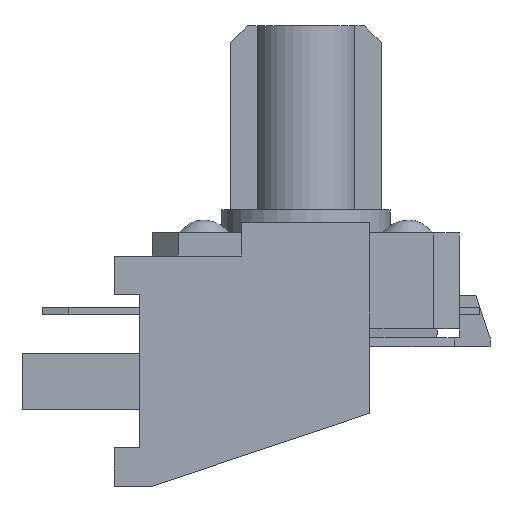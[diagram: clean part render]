
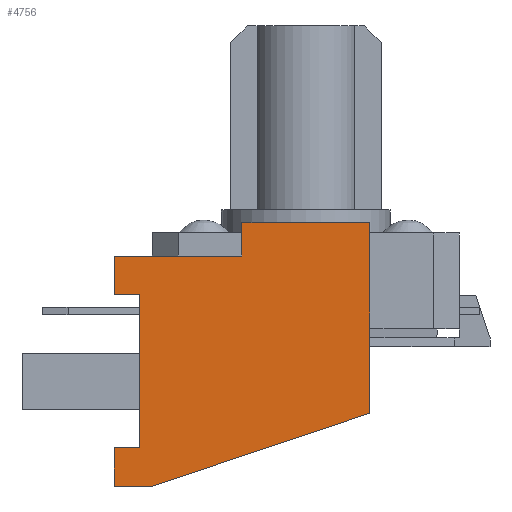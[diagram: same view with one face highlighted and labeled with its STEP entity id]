
A CAD part, front view. The second image highlights one B-rep face of the part: STEP entity #4756.
In plain terms, the highlighted planar face has unit normal (0, -1, 0).
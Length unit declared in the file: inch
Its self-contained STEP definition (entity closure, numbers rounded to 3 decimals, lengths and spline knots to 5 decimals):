
#3339=CARTESIAN_POINT('',(-0.25591,-0.25787,-0.18307));
#3340=VERTEX_POINT('',#3339);
#3347=CARTESIAN_POINT('',(-0.25591,-0.25787,0.05315));
#3348=VERTEX_POINT('',#3347);
#3349=CARTESIAN_POINT('',(-0.25591,-0.25787,0.05315));
#3350=DIRECTION('',(0.0,0.0,-1.0));
#3351=VECTOR('',#3350,0.23622);
#3352=LINE('',#3349,#3351);
#3353=EDGE_CURVE('',#3348,#3340,#3352,.T.);
#3731=CARTESIAN_POINT('',(0.09843,-0.25787,0.16339));
#3732=VERTEX_POINT('',#3731);
#3739=CARTESIAN_POINT('',(0.09843,-0.25787,-0.12992));
#3740=VERTEX_POINT('',#3739);
#3741=CARTESIAN_POINT('',(0.09843,-0.25787,0.16339));
#3742=DIRECTION('',(0.0,0.0,-1.0));
#3743=VECTOR('',#3742,0.29331);
#3744=LINE('',#3741,#3743);
#3745=EDGE_CURVE('',#3732,#3740,#3744,.T.);
#3951=CARTESIAN_POINT('',(-0.09843,-0.25787,0.16339));
#3952=VERTEX_POINT('',#3951);
#3959=CARTESIAN_POINT('',(0.09843,-0.25787,0.16339));
#3960=DIRECTION('',(-1.0,0.0,0.0));
#3961=VECTOR('',#3960,0.19685);
#3962=LINE('',#3959,#3961);
#3963=EDGE_CURVE('',#3732,#3952,#3962,.T.);
#3985=CARTESIAN_POINT('',(-0.09843,-0.25787,0.1122));
#3986=VERTEX_POINT('',#3985);
#3993=CARTESIAN_POINT('',(-0.09843,-0.25787,0.16339));
#3994=DIRECTION('',(0.0,0.0,-1.0));
#3995=VECTOR('',#3994,0.05118);
#3996=LINE('',#3993,#3995);
#3997=EDGE_CURVE('',#3952,#3986,#3996,.T.);
#4177=CARTESIAN_POINT('',(-0.29528,-0.25787,0.1122));
#4178=VERTEX_POINT('',#4177);
#4185=CARTESIAN_POINT('',(-0.29528,-0.25787,0.1122));
#4186=DIRECTION('',(1.0,0.0,0.0));
#4187=VECTOR('',#4186,0.19685);
#4188=LINE('',#4185,#4187);
#4189=EDGE_CURVE('',#4178,#3986,#4188,.T.);
#4261=CARTESIAN_POINT('',(-0.29528,-0.25787,-0.18307));
#4262=VERTEX_POINT('',#4261);
#4269=CARTESIAN_POINT('',(-0.25591,-0.25787,-0.18307));
#4270=DIRECTION('',(-1.0,0.0,0.0));
#4271=VECTOR('',#4270,0.03937);
#4272=LINE('',#4269,#4271);
#4273=EDGE_CURVE('',#3340,#4262,#4272,.T.);
#4317=CARTESIAN_POINT('',(-0.29528,-0.25787,0.05315));
#4318=VERTEX_POINT('',#4317);
#4319=CARTESIAN_POINT('',(-0.29528,-0.25787,0.05315));
#4320=DIRECTION('',(1.0,0.0,0.0));
#4321=VECTOR('',#4320,0.03937);
#4322=LINE('',#4319,#4321);
#4323=EDGE_CURVE('',#4318,#3348,#4322,.T.);
#4481=CARTESIAN_POINT('',(-0.29528,-0.25787,0.05315));
#4482=DIRECTION('',(0.0,0.0,1.0));
#4483=VECTOR('',#4482,0.05906);
#4484=LINE('',#4481,#4483);
#4485=EDGE_CURVE('',#4318,#4178,#4484,.T.);
#4536=CARTESIAN_POINT('',(-0.23622,-0.25787,-0.24213));
#4537=VERTEX_POINT('',#4536);
#4538=CARTESIAN_POINT('',(-0.23622,-0.25787,-0.24213));
#4539=DIRECTION('',(0.948,0.0,0.318));
#4540=VECTOR('',#4539,0.35296);
#4541=LINE('',#4538,#4540);
#4542=EDGE_CURVE('',#4537,#3740,#4541,.T.);
#4692=CARTESIAN_POINT('',(-0.29528,-0.25787,-0.24213));
#4693=VERTEX_POINT('',#4692);
#4694=CARTESIAN_POINT('',(-0.29528,-0.25787,-0.24213));
#4695=DIRECTION('',(1.0,0.0,0.0));
#4696=VECTOR('',#4695,0.05906);
#4697=LINE('',#4694,#4696);
#4698=EDGE_CURVE('',#4693,#4537,#4697,.T.);
#4717=CARTESIAN_POINT('',(-0.29528,-0.25787,-0.24213));
#4718=DIRECTION('',(0.0,0.0,1.0));
#4719=VECTOR('',#4718,0.05906);
#4720=LINE('',#4717,#4719);
#4721=EDGE_CURVE('',#4693,#4262,#4720,.T.);
#4738=CARTESIAN_POINT('',(0.11811,-0.25787,0.18366));
#4739=DIRECTION('',(0.0,-1.0,0.0));
#4740=DIRECTION('',(0.0,0.0,-1.0));
#4741=AXIS2_PLACEMENT_3D('',#4738,#4739,#4740);
#4742=PLANE('',#4741);
#4743=ORIENTED_EDGE('',*,*,#4273,.T.);
#4744=ORIENTED_EDGE('',*,*,#4721,.F.);
#4745=ORIENTED_EDGE('',*,*,#4698,.T.);
#4746=ORIENTED_EDGE('',*,*,#4542,.T.);
#4747=ORIENTED_EDGE('',*,*,#3745,.F.);
#4748=ORIENTED_EDGE('',*,*,#3963,.T.);
#4749=ORIENTED_EDGE('',*,*,#3997,.T.);
#4750=ORIENTED_EDGE('',*,*,#4189,.F.);
#4751=ORIENTED_EDGE('',*,*,#4485,.F.);
#4752=ORIENTED_EDGE('',*,*,#4323,.T.);
#4753=ORIENTED_EDGE('',*,*,#3353,.T.);
#4754=EDGE_LOOP('',(#4743,#4744,#4745,#4746,#4747,#4748,#4749,#4750,#4751,#4752,#4753));
#4755=FACE_OUTER_BOUND('',#4754,.T.);
#4756=ADVANCED_FACE('',(#4755),#4742,.T.);
